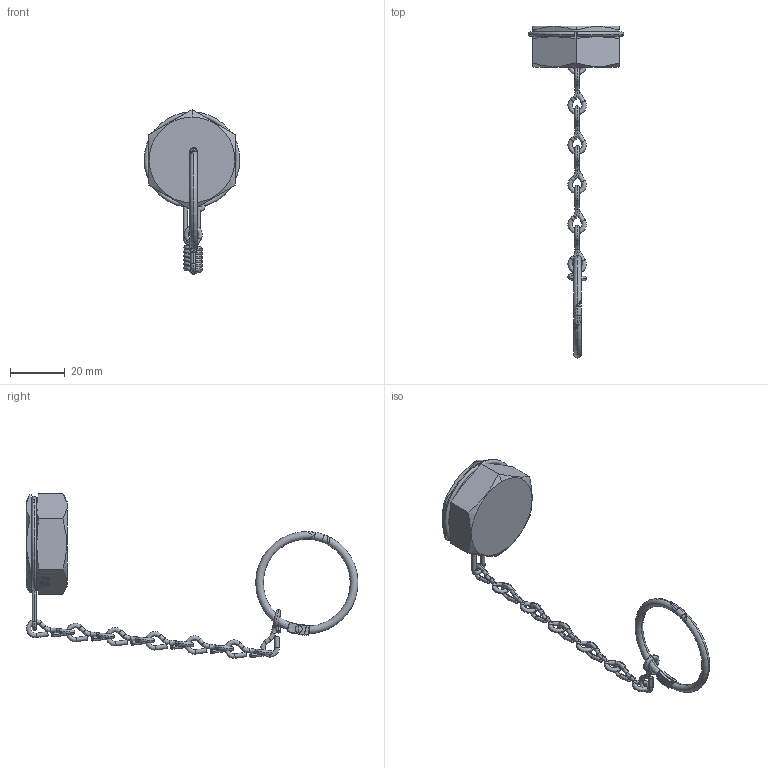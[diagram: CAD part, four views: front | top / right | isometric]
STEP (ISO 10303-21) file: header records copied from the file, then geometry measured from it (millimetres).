
FILE_DESCRIPTION (( 'STEP AP203' ), '1' );
FILE_NAME ('CAP-DIN6BR-PR.step', '2025-12-01T12:23:24', ( '' ), ( '' ), 'SwSTEP 2.0', 'SolidWorks 2018', '' );
FILE_SCHEMA (( 'CONFIG_CONTROL_DESIGN' ));
Length unit declared in the file: inch
Products named in the file (9): ASY-000211_One Link Bent; PRT-001802_CAP-DIN6BR; CAP-DIN6BR-PR; PRT-002285; PRT-002239_STAINLESS; PRT-002245_RING-1.187D HALF; PRT-000526; PRT-002255_SMALL PIN; ASY-000291
Assembly tree (15 placements, depth 3):
  CAP-DIN6BR-PR
    PRT-001802_CAP-DIN6BR
    PRT-000526
    ASY-000211_One Link Bent
      PRT-002239_STAINLESS  x7
    ASY-000291
      PRT-002245_RING-1.187D HALF  x2
      PRT-002255_SMALL PIN
    PRT-002285
Bounding box: 34.92 x 121.15 x 60.1 mm (x, y, z)
Volume: 11268.8 mm3; surface area: 8427.4 mm2
Topology: 13 solids, 13 shells, 446 faces, 1076 edges, 658 vertices
Faces by surface type: plane 130, cylinder 120, bspline 102, torus 68, sphere 16, cone 10
Entity records: 15974 total; most frequent: CARTESIAN_POINT 8742, ORIENTED_EDGE 1366, DIRECTION 1064, EDGE_CURVE 683, VERTEX_POINT 437, AXIS2_PLACEMENT_3D 365, LINE 334, VECTOR 334
